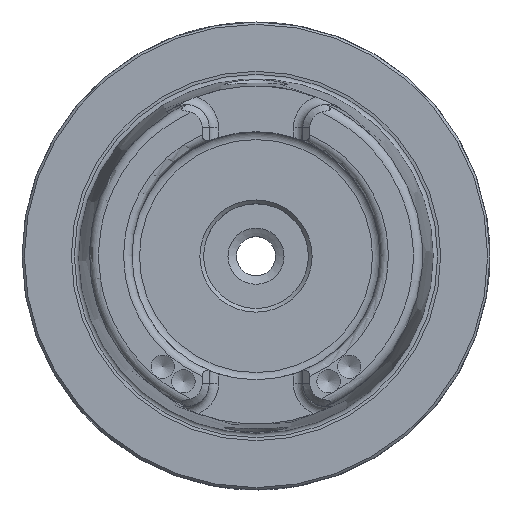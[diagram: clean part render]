
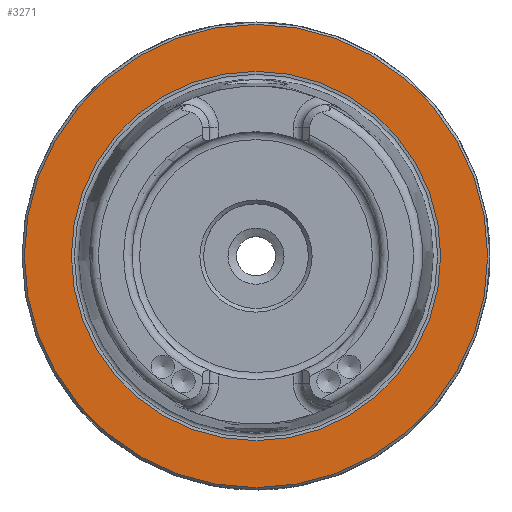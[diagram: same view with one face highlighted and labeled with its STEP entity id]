
A CAD part, top view. The second image highlights one B-rep face of the part: STEP entity #3271.
In plain terms, the highlighted planar face has unit normal (0, 0, 1).
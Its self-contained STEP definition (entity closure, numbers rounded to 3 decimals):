
#748=ORIENTED_EDGE('',*,*,#1193,.T.);
#749=ORIENTED_EDGE('',*,*,#1191,.F.);
#1191=EDGE_CURVE('',#1425,#1425,#1554,.T.);
#1193=EDGE_CURVE('',#1427,#1427,#1556,.T.);
#1425=VERTEX_POINT('',#5189);
#1427=VERTEX_POINT('',#5194);
#1554=CIRCLE('',#3511,39.456);
#1556=CIRCLE('',#3514,49.5);
#1727=EDGE_LOOP('',(#748));
#1728=EDGE_LOOP('',(#749));
#1963=FACE_BOUND('',#1727,.T.);
#1964=FACE_BOUND('',#1728,.T.);
#2111=PLANE('',#3513);
#3271=ADVANCED_FACE('',(#1963,#1964),#2111,.T.);
#3511=AXIS2_PLACEMENT_3D('',#5188,#4055,#4056);
#3513=AXIS2_PLACEMENT_3D('',#5192,#4059,#4060);
#3514=AXIS2_PLACEMENT_3D('',#5193,#4061,#4062);
#4055=DIRECTION('',(0.,0.,1.));
#4056=DIRECTION('',(1.,0.,0.));
#4059=DIRECTION('',(0.,0.,1.));
#4060=DIRECTION('',(1.,0.,0.));
#4061=DIRECTION('',(0.,0.,1.));
#4062=DIRECTION('',(1.,0.,0.));
#5188=CARTESIAN_POINT('',(0.,0.,0.));
#5189=CARTESIAN_POINT('',(39.456,0.,0.));
#5192=CARTESIAN_POINT('',(49.5,0.,0.));
#5193=CARTESIAN_POINT('',(0.,0.,0.));
#5194=CARTESIAN_POINT('',(49.5,0.,0.));
